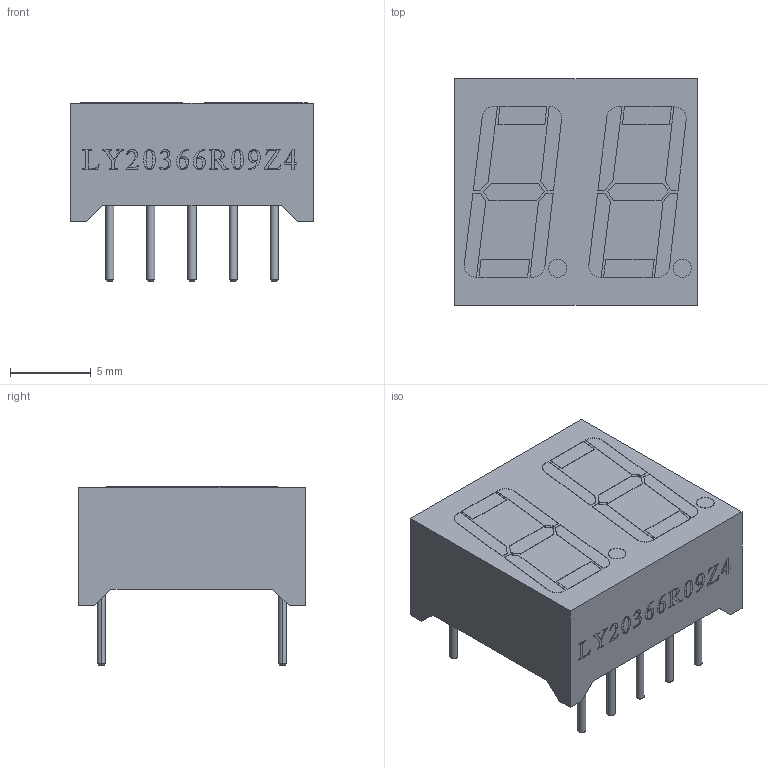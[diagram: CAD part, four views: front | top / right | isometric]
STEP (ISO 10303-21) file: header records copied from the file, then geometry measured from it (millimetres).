
FILE_DESCRIPTION (( 'STEP AP214' ), '1' );
FILE_NAME ('7 Segment Double Digit LED Display.STEP', '2015-11-03T21:50:02', ( '' ), ( '' ), 'SwSTEP 2.0', 'SolidWorks 2015', '' );
FILE_SCHEMA (( 'AUTOMOTIVE_DESIGN' ));
Length unit declared in the file: millimetre
Products named in the file (1): 7 Segment Double Digit LED Display
Bounding box: 15 x 14.01 x 11.02 mm (x, y, z)
Volume: 1237.9 mm3; surface area: 915.2 mm2
Topology: 1 solids, 1 shells, 442 faces, 1141 edges, 746 vertices
Faces by surface type: plane 225, bspline 139, cylinder 38, torus 20, cone 20
Entity records: 23687 total; most frequent: CARTESIAN_POINT 9041, ORIENTED_EDGE 2282, DIRECTION 1595, EDGE_CURVE 1141, VERTEX_POINT 746, LINE 731, VECTOR 731, EDGE_LOOP 487
